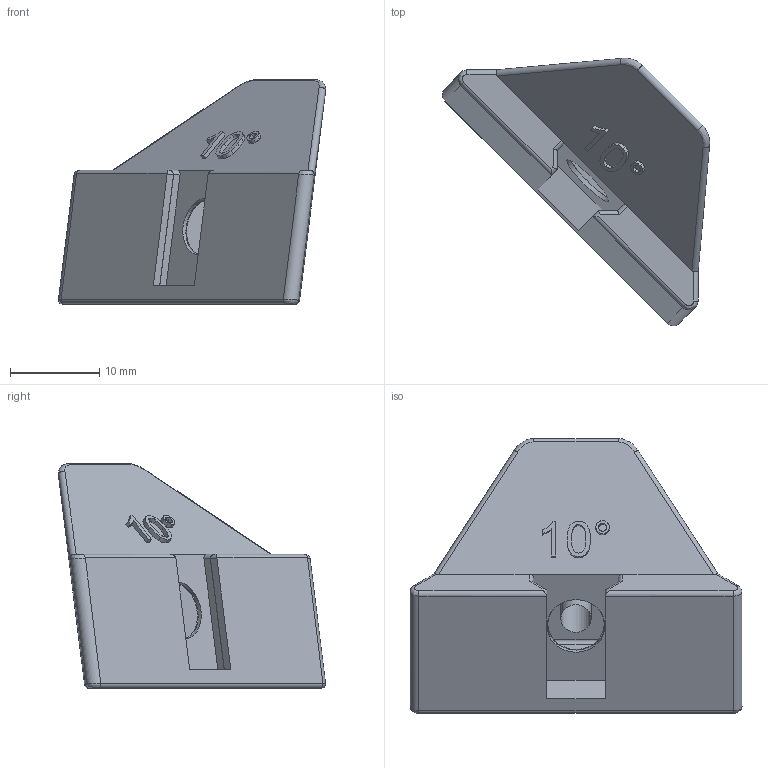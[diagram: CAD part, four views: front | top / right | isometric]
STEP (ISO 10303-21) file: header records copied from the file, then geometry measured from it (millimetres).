
FILE_DESCRIPTION(/* description */ (''),/* implementation_level */ '2;1');
FILE_NAME(/* name */ 'ESPHome Multi-Sensor-Enclosure-Corner-Mount-10.step',/* time_stamp */ '2025-04-11T14:16:22-05:00',/* author */ (''),/* organization */ (''),/* preprocessor_version */ 'ST-DEVELOPER v20.1',/* originating_system */ 'Autodesk Translation Framework v14.4.0.0',/* authorisation */ '');
FILE_SCHEMA (('AUTOMOTIVE_DESIGN { 1 0 10303 214 3 1 1 }'));
Length unit declared in the file: millimetre
Products named in the file (1): ESPHome Multi-Sensor-Enclosure
Bounding box: 29.91 x 29.92 x 25.14 mm (x, y, z)
Volume: 6101.5 mm3; surface area: 2660.9 mm2
Topology: 1 solids, 1 shells, 99 faces, 254 edges, 163 vertices
Faces by surface type: bspline 48, plane 27, cylinder 23, cone 1
Full cylindrical faces by diameter (mm): 3.4 x1, 6.5 x1
Entity records: 3650 total; most frequent: CARTESIAN_POINT 1467, ORIENTED_EDGE 508, DIRECTION 333, EDGE_CURVE 254, VERTEX_POINT 163, LINE 119, VECTOR 119, EDGE_LOOP 107
